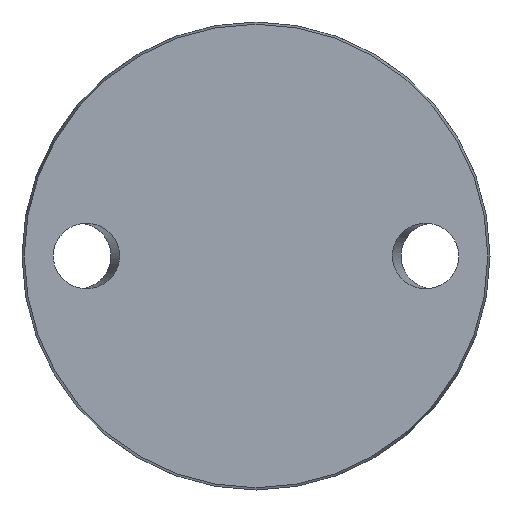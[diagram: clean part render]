
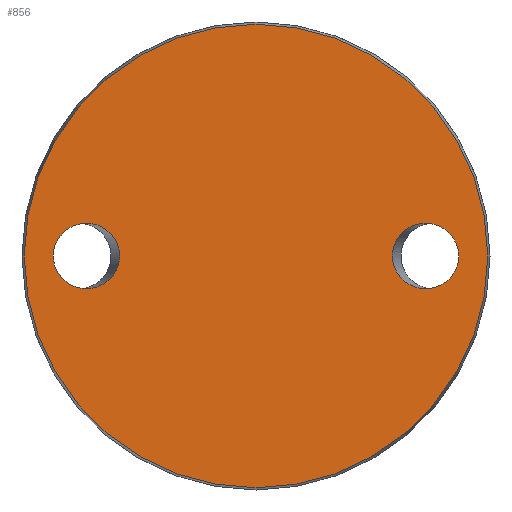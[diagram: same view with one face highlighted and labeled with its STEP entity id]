
A CAD part, front view. The second image highlights one B-rep face of the part: STEP entity #856.
In plain terms, the highlighted planar face has unit normal (0, -1, 0).
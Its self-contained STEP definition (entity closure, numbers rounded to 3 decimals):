
#1 = FACE_OUTER_BOUND ( 'NONE', #557, .T. ) ;
#78 = CARTESIAN_POINT ( 'NONE',  ( -51.115, 0., 16.5 ) ) ;
#136 = CARTESIAN_POINT ( 'NONE',  ( 34.385, 0., 16.5 ) ) ;
#153 = CARTESIAN_POINT ( 'NONE',  ( -34.385, 0., 0. ) ) ;
#156 = AXIS2_PLACEMENT_3D ( 'NONE', #456, #675, #693 ) ;
#188 = EDGE_CURVE ( 'NONE', #468, #468, #875, .T. ) ;
#197 = CARTESIAN_POINT ( 'NONE',  ( 34.385, 0., 0. ) ) ;
#213 = CARTESIAN_POINT ( 'NONE',  ( 51.115, 0., 16.5 ) ) ;
#230 = FACE_BOUND ( 'NONE', #583, .T. ) ;
#312 = CARTESIAN_POINT ( 'NONE',  ( -34.385, 0., 16.5 ) ) ;
#376 = CARTESIAN_POINT ( 'NONE',  ( -51.115, 0., 0. ) ) ;
#378 =( BOUNDED_CURVE ( )  B_SPLINE_CURVE ( 3, ( #382, #78, #312, #153, #609, #836, #376 ),
 .UNSPECIFIED., .T., .T. ) 
 B_SPLINE_CURVE_WITH_KNOTS ( ( 4, 3, 4 ),
 ( 0., 3.142, 6.283 ),
 .UNSPECIFIED. ) 
 CURVE ( )  GEOMETRIC_REPRESENTATION_ITEM ( )  RATIONAL_B_SPLINE_CURVE ( ( 1., 0.333, 0.333, 1., 0.333, 0.333, 1. ) ) 
 REPRESENTATION_ITEM ( '' )  );
#382 = CARTESIAN_POINT ( 'NONE',  ( -51.115, 0., 0. ) ) ;
#387 = CARTESIAN_POINT ( 'NONE',  ( -58.425, 0., 0. ) ) ;
#398 = EDGE_CURVE ( 'NONE', #876, #876, #648, .T. ) ;
#414 = ORIENTED_EDGE ( 'NONE', *, *, #188, .T. ) ;
#456 = CARTESIAN_POINT ( 'NONE',  ( 0., 0., 0. ) ) ;
#468 = VERTEX_POINT ( 'NONE', #769 ) ;
#497 = CARTESIAN_POINT ( 'NONE',  ( -51.115, 0., 0. ) ) ;
#520 = DIRECTION ( 'NONE',  ( 0., 1., 0. ) ) ;
#525 = PLANE ( 'NONE',  #582 ) ;
#530 = FACE_BOUND ( 'NONE', #914, .T. ) ;
#541 = EDGE_CURVE ( 'NONE', #956, #956, #378, .T. ) ;
#557 = EDGE_LOOP ( 'NONE', ( #414 ) ) ;
#582 = AXIS2_PLACEMENT_3D ( 'NONE', #387, #520, #834 ) ;
#583 = EDGE_LOOP ( 'NONE', ( #786 ) ) ;
#586 = CARTESIAN_POINT ( 'NONE',  ( 51.115, 0., -16.5 ) ) ;
#609 = CARTESIAN_POINT ( 'NONE',  ( -34.385, 0., -16.5 ) ) ;
#637 = ORIENTED_EDGE ( 'NONE', *, *, #398, .F. ) ;
#644 = CARTESIAN_POINT ( 'NONE',  ( 34.385, 0., 0. ) ) ;
#648 =( BOUNDED_CURVE ( )  B_SPLINE_CURVE ( 3, ( #974, #882, #586, #899, #213, #136, #197 ),
 .UNSPECIFIED., .T., .F. ) 
 B_SPLINE_CURVE_WITH_KNOTS ( ( 4, 3, 4 ),
 ( 0., 3.142, 6.283 ),
 .UNSPECIFIED. ) 
 CURVE ( )  GEOMETRIC_REPRESENTATION_ITEM ( )  RATIONAL_B_SPLINE_CURVE ( ( 1., 0.333, 0.333, 1., 0.333, 0.333, 1. ) ) 
 REPRESENTATION_ITEM ( '' )  );
#675 = DIRECTION ( 'NONE',  ( 0., -1., 0. ) ) ;
#693 = DIRECTION ( 'NONE',  ( 0., 0., -1. ) ) ;
#769 = CARTESIAN_POINT ( 'NONE',  ( 0., 0., -58.425 ) ) ;
#786 = ORIENTED_EDGE ( 'NONE', *, *, #541, .T. ) ;
#834 = DIRECTION ( 'NONE',  ( 0., 0., 1. ) ) ;
#836 = CARTESIAN_POINT ( 'NONE',  ( -51.115, 0., -16.5 ) ) ;
#856 = ADVANCED_FACE ( 'NONE', ( #230, #530, #1 ), #525, .F. ) ;
#875 = CIRCLE ( 'NONE', #156, 58.425 ) ;
#876 = VERTEX_POINT ( 'NONE', #644 ) ;
#882 = CARTESIAN_POINT ( 'NONE',  ( 34.385, 0., -16.5 ) ) ;
#899 = CARTESIAN_POINT ( 'NONE',  ( 51.115, 0., 0. ) ) ;
#914 = EDGE_LOOP ( 'NONE', ( #637 ) ) ;
#956 = VERTEX_POINT ( 'NONE', #497 ) ;
#974 = CARTESIAN_POINT ( 'NONE',  ( 34.385, 0., 0. ) ) ;
